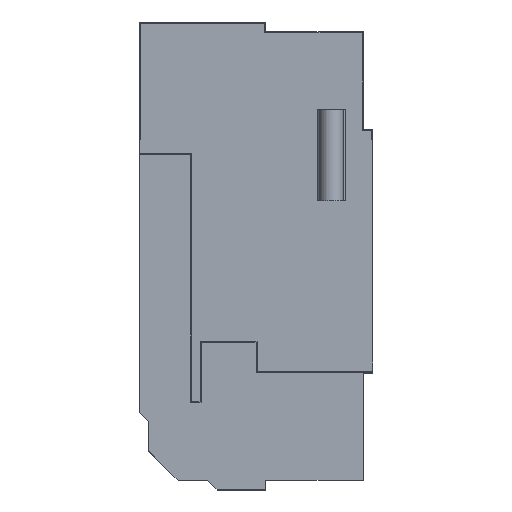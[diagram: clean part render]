
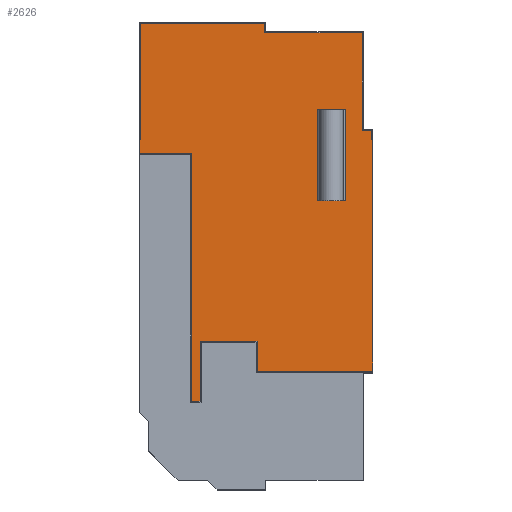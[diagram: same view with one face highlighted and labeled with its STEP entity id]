
A CAD part, top view. The second image highlights one B-rep face of the part: STEP entity #2626.
In plain terms, the highlighted planar face has unit normal (0, 0, 1).
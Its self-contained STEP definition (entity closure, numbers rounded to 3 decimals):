
#2126 = VERTEX_POINT('',#2127);
#2127 = CARTESIAN_POINT('',(13411.2,15849.6,0.));
#2144 = VERTEX_POINT('',#2145);
#2145 = CARTESIAN_POINT('',(13411.2,28041.6,0.));
#2151 = EDGE_CURVE('',#2126,#2144,#2152,.T.);
#2152 = LINE('',#2153,#2154);
#2153 = CARTESIAN_POINT('',(13411.2,15849.6,0.));
#2154 = VECTOR('',#2155,1.);
#2155 = DIRECTION('',(0.,1.,0.));
#2175 = VERTEX_POINT('',#2176);
#2176 = CARTESIAN_POINT('',(14630.4,15849.6,0.));
#2182 = EDGE_CURVE('',#2126,#2175,#2183,.T.);
#2183 = LINE('',#2184,#2185);
#2184 = CARTESIAN_POINT('',(13411.2,15849.6,0.));
#2185 = VECTOR('',#2186,1.);
#2186 = DIRECTION('',(1.,0.,0.));
#2206 = VERTEX_POINT('',#2207);
#2207 = CARTESIAN_POINT('',(14630.4,-14630.4,0.));
#2213 = EDGE_CURVE('',#2175,#2206,#2214,.T.);
#2214 = LINE('',#2215,#2216);
#2215 = CARTESIAN_POINT('',(14630.4,15849.6,0.));
#2216 = VECTOR('',#2217,1.);
#2217 = DIRECTION('',(0.,-1.,0.));
#2237 = VERTEX_POINT('',#2238);
#2238 = CARTESIAN_POINT('',(13411.2,-14630.4,0.));
#2244 = EDGE_CURVE('',#2206,#2237,#2245,.T.);
#2245 = LINE('',#2246,#2247);
#2246 = CARTESIAN_POINT('',(14630.4,-14630.4,0.));
#2247 = VECTOR('',#2248,1.);
#2248 = DIRECTION('',(-1.,0.,0.));
#2268 = VERTEX_POINT('',#2269);
#2269 = CARTESIAN_POINT('',(13411.2,-28041.6,0.));
#2275 = EDGE_CURVE('',#2237,#2268,#2276,.T.);
#2276 = LINE('',#2277,#2278);
#2277 = CARTESIAN_POINT('',(13411.2,-14630.4,0.));
#2278 = VECTOR('',#2279,1.);
#2279 = DIRECTION('',(0.,-1.,0.));
#2299 = VERTEX_POINT('',#2300);
#2300 = CARTESIAN_POINT('',(1219.2,-28041.6,0.));
#2306 = EDGE_CURVE('',#2268,#2299,#2307,.T.);
#2307 = LINE('',#2308,#2309);
#2308 = CARTESIAN_POINT('',(13411.2,-28041.6,0.));
#2309 = VECTOR('',#2310,1.);
#2310 = DIRECTION('',(-1.,0.,0.));
#2330 = VERTEX_POINT('',#2331);
#2331 = CARTESIAN_POINT('',(1219.2,-29260.8,0.));
#2337 = EDGE_CURVE('',#2299,#2330,#2338,.T.);
#2338 = LINE('',#2339,#2340);
#2339 = CARTESIAN_POINT('',(1219.2,-28041.6,0.));
#2340 = VECTOR('',#2341,1.);
#2341 = DIRECTION('',(0.,-1.,0.));
#2361 = VERTEX_POINT('',#2362);
#2362 = CARTESIAN_POINT('',(-4876.8,-29260.8,0.));
#2368 = EDGE_CURVE('',#2330,#2361,#2369,.T.);
#2369 = LINE('',#2370,#2371);
#2370 = CARTESIAN_POINT('',(1219.2,-29260.8,0.));
#2371 = VECTOR('',#2372,1.);
#2372 = DIRECTION('',(-1.,0.,0.));
#2392 = VERTEX_POINT('',#2393);
#2393 = CARTESIAN_POINT('',(-6096.,-28041.6,0.));
#2399 = EDGE_CURVE('',#2361,#2392,#2400,.T.);
#2400 = LINE('',#2401,#2402);
#2401 = CARTESIAN_POINT('',(-4876.8,-29260.8,0.));
#2402 = VECTOR('',#2403,1.);
#2403 = DIRECTION('',(-0.707,0.707,0.));
#2414 = VERTEX_POINT('',#2415);
#2415 = CARTESIAN_POINT('',(-9753.6,-28041.6,0.));
#2430 = EDGE_CURVE('',#2414,#2392,#2431,.T.);
#2431 = LINE('',#2432,#2433);
#2432 = CARTESIAN_POINT('',(-9753.6,-28041.6,0.));
#2433 = VECTOR('',#2434,1.);
#2434 = DIRECTION('',(1.,0.,0.));
#2445 = VERTEX_POINT('',#2446);
#2446 = CARTESIAN_POINT('',(-13411.2,-24384.,0.));
#2461 = EDGE_CURVE('',#2445,#2414,#2462,.T.);
#2462 = LINE('',#2463,#2464);
#2463 = CARTESIAN_POINT('',(-13411.2,-24384.,0.));
#2464 = VECTOR('',#2465,1.);
#2465 = DIRECTION('',(0.707,-0.707,0.));
#2476 = VERTEX_POINT('',#2477);
#2477 = CARTESIAN_POINT('',(-13411.2,-20726.4,0.));
#2492 = EDGE_CURVE('',#2476,#2445,#2493,.T.);
#2493 = LINE('',#2494,#2495);
#2494 = CARTESIAN_POINT('',(-13411.2,-20726.4,0.));
#2495 = VECTOR('',#2496,1.);
#2496 = DIRECTION('',(0.,-1.,0.));
#2507 = VERTEX_POINT('',#2508);
#2508 = CARTESIAN_POINT('',(-14630.4,-19507.2,0.));
#2523 = EDGE_CURVE('',#2507,#2476,#2524,.T.);
#2524 = LINE('',#2525,#2526);
#2525 = CARTESIAN_POINT('',(-14630.4,-19507.2,0.));
#2526 = VECTOR('',#2527,1.);
#2527 = DIRECTION('',(0.707,-0.707,0.));
#2547 = VERTEX_POINT('',#2548);
#2548 = CARTESIAN_POINT('',(1219.2,28041.6,0.));
#2554 = EDGE_CURVE('',#2144,#2547,#2555,.T.);
#2555 = LINE('',#2556,#2557);
#2556 = CARTESIAN_POINT('',(13411.2,28041.6,0.));
#2557 = VECTOR('',#2558,1.);
#2558 = DIRECTION('',(-1.,0.,0.));
#2569 = VERTEX_POINT('',#2570);
#2570 = CARTESIAN_POINT('',(1219.2,29260.8,0.));
#2587 = VERTEX_POINT('',#2588);
#2588 = CARTESIAN_POINT('',(-14630.4,29260.8,0.));
#2594 = EDGE_CURVE('',#2569,#2587,#2595,.T.);
#2595 = LINE('',#2596,#2597);
#2596 = CARTESIAN_POINT('',(1219.2,29260.8,0.));
#2597 = VECTOR('',#2598,1.);
#2598 = DIRECTION('',(-1.,0.,0.));
#2616 = EDGE_CURVE('',#2547,#2569,#2617,.T.);
#2617 = LINE('',#2618,#2619);
#2618 = CARTESIAN_POINT('',(1219.2,28041.6,0.));
#2619 = VECTOR('',#2620,1.);
#2620 = DIRECTION('',(0.,1.,0.));
#2626 = ADVANCED_FACE('',(#2627),#2651,.T.);
#2627 = FACE_BOUND('',#2628,.F.);
#2628 = EDGE_LOOP('',(#2629,#2630,#2631,#2632,#2633,#2634,#2635,#2636,
    #2637,#2638,#2639,#2640,#2641,#2642,#2648,#2649,#2650));
#2629 = ORIENTED_EDGE('',*,*,#2151,.F.);
#2630 = ORIENTED_EDGE('',*,*,#2182,.T.);
#2631 = ORIENTED_EDGE('',*,*,#2213,.T.);
#2632 = ORIENTED_EDGE('',*,*,#2244,.T.);
#2633 = ORIENTED_EDGE('',*,*,#2275,.T.);
#2634 = ORIENTED_EDGE('',*,*,#2306,.T.);
#2635 = ORIENTED_EDGE('',*,*,#2337,.T.);
#2636 = ORIENTED_EDGE('',*,*,#2368,.T.);
#2637 = ORIENTED_EDGE('',*,*,#2399,.T.);
#2638 = ORIENTED_EDGE('',*,*,#2430,.F.);
#2639 = ORIENTED_EDGE('',*,*,#2461,.F.);
#2640 = ORIENTED_EDGE('',*,*,#2492,.F.);
#2641 = ORIENTED_EDGE('',*,*,#2523,.F.);
#2642 = ORIENTED_EDGE('',*,*,#2643,.F.);
#2643 = EDGE_CURVE('',#2587,#2507,#2644,.T.);
#2644 = LINE('',#2645,#2646);
#2645 = CARTESIAN_POINT('',(-14630.4,29260.8,0.));
#2646 = VECTOR('',#2647,1.);
#2647 = DIRECTION('',(0.,-1.,0.));
#2648 = ORIENTED_EDGE('',*,*,#2594,.F.);
#2649 = ORIENTED_EDGE('',*,*,#2616,.F.);
#2650 = ORIENTED_EDGE('',*,*,#2554,.F.);
#2651 = PLANE('',#2652);
#2652 = AXIS2_PLACEMENT_3D('',#2653,#2654,#2655);
#2653 = CARTESIAN_POINT('',(13.547,697.573,0.));
#2654 = DIRECTION('',(0.,0.,1.));
#2655 = DIRECTION('',(1.,0.,0.));
